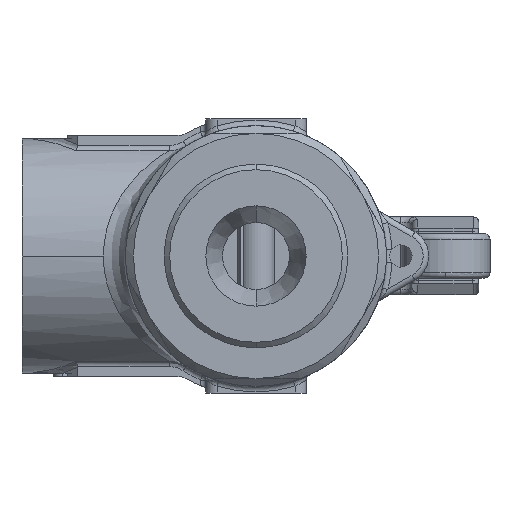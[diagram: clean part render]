
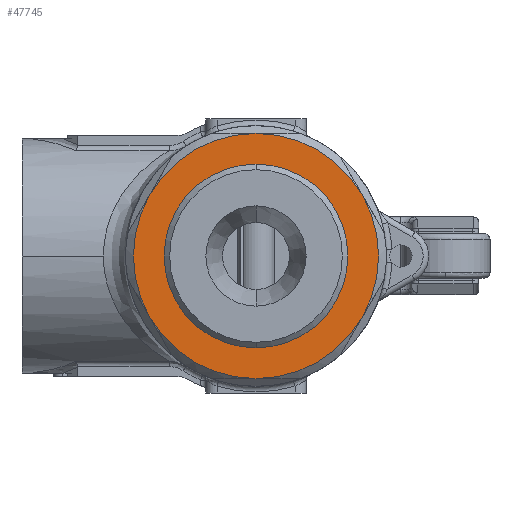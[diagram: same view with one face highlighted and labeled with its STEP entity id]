
A CAD part, front view. The second image highlights one B-rep face of the part: STEP entity #47745.
In plain terms, the highlighted planar face has unit normal (0, -1, 0).
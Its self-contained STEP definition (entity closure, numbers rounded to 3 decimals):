
#805 = CIRCLE ( 'NONE', #42214, 11. ) ;
#2168 = DIRECTION ( 'NONE',  ( 0., 1., 0. ) ) ;
#4795 = CARTESIAN_POINT ( 'NONE',  ( 0., 12., 11. ) ) ;
#5043 = AXIS2_PLACEMENT_3D ( 'NONE', #25913, #2168, #29852 ) ;
#5960 = CARTESIAN_POINT ( 'NONE',  ( 0., 12., 0. ) ) ;
#8606 = CIRCLE ( 'NONE', #49254, 8.15 ) ;
#9146 = DIRECTION ( 'NONE',  ( 0., -1., 0. ) ) ;
#9933 = DIRECTION ( 'NONE',  ( 0., 0., 1. ) ) ;
#10831 = FACE_BOUND ( 'NONE', #16485, .T. ) ;
#12559 = EDGE_CURVE ( 'NONE', #37009, #14053, #33759, .T. ) ;
#14053 = VERTEX_POINT ( 'NONE', #39821 ) ;
#16028 = DIRECTION ( 'NONE',  ( 0., 1., 0. ) ) ;
#16485 = EDGE_LOOP ( 'NONE', ( #50971, #33637 ) ) ;
#16654 = EDGE_CURVE ( 'NONE', #46663, #44692, #805, .T. ) ;
#16723 = ORIENTED_EDGE ( 'NONE', *, *, #16654, .F. ) ;
#19245 = CARTESIAN_POINT ( 'NONE',  ( 0., 12., 8.15 ) ) ;
#19885 = DIRECTION ( 'NONE',  ( 0., 1., 0. ) ) ;
#25913 = CARTESIAN_POINT ( 'NONE',  ( 0., 12., 0. ) ) ;
#27560 = EDGE_LOOP ( 'NONE', ( #35456, #16723 ) ) ;
#28930 = CIRCLE ( 'NONE', #5043, 11. ) ;
#29852 = DIRECTION ( 'NONE',  ( 0., 0., 1. ) ) ;
#31903 = FACE_OUTER_BOUND ( 'NONE', #27560, .T. ) ;
#32427 = AXIS2_PLACEMENT_3D ( 'NONE', #32881, #9146, #36794 ) ;
#32881 = CARTESIAN_POINT ( 'NONE',  ( 0., 12., 8.15 ) ) ;
#33637 = ORIENTED_EDGE ( 'NONE', *, *, #37510, .T. ) ;
#33658 = DIRECTION ( 'NONE',  ( 0., 1., 0. ) ) ;
#33759 = CIRCLE ( 'NONE', #44031, 8.15 ) ;
#35456 = ORIENTED_EDGE ( 'NONE', *, *, #50131, .F. ) ;
#36794 = DIRECTION ( 'NONE',  ( 0., 0., -1. ) ) ;
#37009 = VERTEX_POINT ( 'NONE', #19245 ) ;
#37510 = EDGE_CURVE ( 'NONE', #14053, #37009, #8606, .T. ) ;
#38665 = CARTESIAN_POINT ( 'NONE',  ( 0., 12., -11. ) ) ;
#39673 = CARTESIAN_POINT ( 'NONE',  ( 0., 12., 0. ) ) ;
#39821 = CARTESIAN_POINT ( 'NONE',  ( 0., 12., -8.15 ) ) ;
#40604 = PLANE ( 'NONE',  #32427 ) ;
#42214 = AXIS2_PLACEMENT_3D ( 'NONE', #39673, #16028, #43653 ) ;
#43532 = CARTESIAN_POINT ( 'NONE',  ( 0., 12., 0. ) ) ;
#43653 = DIRECTION ( 'NONE',  ( 0., 0., 1. ) ) ;
#44031 = AXIS2_PLACEMENT_3D ( 'NONE', #5960, #33658, #9933 ) ;
#44692 = VERTEX_POINT ( 'NONE', #4795 ) ;
#46663 = VERTEX_POINT ( 'NONE', #38665 ) ;
#47495 = DIRECTION ( 'NONE',  ( 0., 0., 1. ) ) ;
#47745 = ADVANCED_FACE ( 'NONE', ( #10831, #31903 ), #40604, .T. ) ;
#49254 = AXIS2_PLACEMENT_3D ( 'NONE', #43532, #19885, #47495 ) ;
#50131 = EDGE_CURVE ( 'NONE', #44692, #46663, #28930, .T. ) ;
#50971 = ORIENTED_EDGE ( 'NONE', *, *, #12559, .T. ) ;
